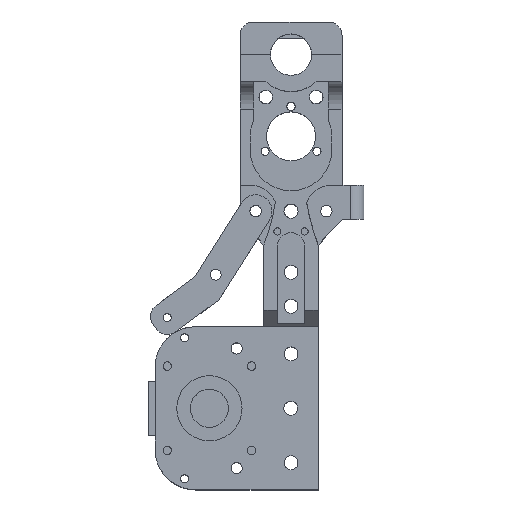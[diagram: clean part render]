
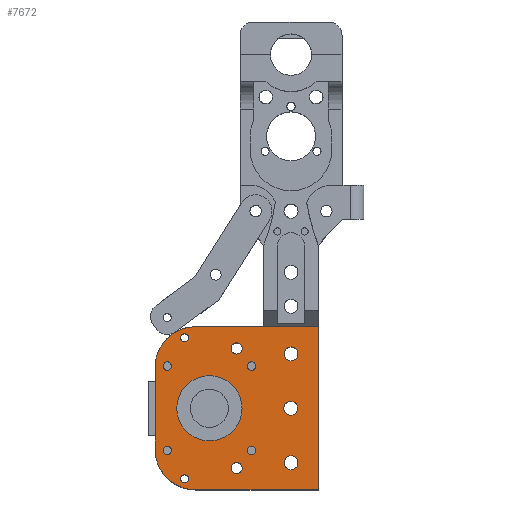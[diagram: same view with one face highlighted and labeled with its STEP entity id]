
A CAD part, top view. The second image highlights one B-rep face of the part: STEP entity #7672.
In plain terms, the highlighted planar face has unit normal (0, 0, 1).
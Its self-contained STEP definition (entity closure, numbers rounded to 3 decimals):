
#135=PLANE('',#8283);
#345=FACE_BOUND('',#1114,.T.);
#346=FACE_BOUND('',#1115,.T.);
#347=FACE_BOUND('',#1116,.T.);
#348=FACE_BOUND('',#1117,.T.);
#349=FACE_BOUND('',#1118,.T.);
#350=FACE_BOUND('',#1119,.T.);
#351=FACE_BOUND('',#1120,.T.);
#352=FACE_BOUND('',#1121,.T.);
#353=FACE_BOUND('',#1122,.T.);
#354=FACE_BOUND('',#1123,.T.);
#355=FACE_BOUND('',#1124,.T.);
#356=FACE_BOUND('',#1125,.T.);
#637=FACE_OUTER_BOUND('',#1113,.T.);
#1113=EDGE_LOOP('',(#5985,#5986,#5987,#5988,#5989,#5990));
#1114=EDGE_LOOP('',(#5991));
#1115=EDGE_LOOP('',(#5992));
#1116=EDGE_LOOP('',(#5993));
#1117=EDGE_LOOP('',(#5994));
#1118=EDGE_LOOP('',(#5995));
#1119=EDGE_LOOP('',(#5996));
#1120=EDGE_LOOP('',(#5997));
#1121=EDGE_LOOP('',(#5998));
#1122=EDGE_LOOP('',(#5999));
#1123=EDGE_LOOP('',(#6000));
#1124=EDGE_LOOP('',(#6001));
#1125=EDGE_LOOP('',(#6002));
#1723=LINE('',#12585,#2445);
#1724=LINE('',#12587,#2446);
#1725=LINE('',#12589,#2447);
#1726=LINE('',#12592,#2448);
#2445=VECTOR('',#9675,10.);
#2446=VECTOR('',#9676,10.);
#2447=VECTOR('',#9677,10.);
#2448=VECTOR('',#9680,10.);
#3053=CIRCLE('',#8249,1.5);
#3055=CIRCLE('',#8252,1.5);
#3058=CIRCLE('',#8256,2.55);
#3060=CIRCLE('',#8259,2.55);
#3062=CIRCLE('',#8262,2.55);
#3075=CIRCLE('',#8284,15.);
#3076=CIRCLE('',#8285,15.);
#3077=CIRCLE('',#8286,2.05);
#3078=CIRCLE('',#8287,1.55);
#3079=CIRCLE('',#8288,1.55);
#3080=CIRCLE('',#8289,1.55);
#3081=CIRCLE('',#8290,1.55);
#3082=CIRCLE('',#8291,12.);
#3083=CIRCLE('',#8292,2.05);
#3544=VERTEX_POINT('',#12515);
#3546=VERTEX_POINT('',#12521);
#3549=VERTEX_POINT('',#12529);
#3551=VERTEX_POINT('',#12535);
#3553=VERTEX_POINT('',#12541);
#3566=VERTEX_POINT('',#12581);
#3567=VERTEX_POINT('',#12582);
#3568=VERTEX_POINT('',#12584);
#3569=VERTEX_POINT('',#12586);
#3570=VERTEX_POINT('',#12588);
#3571=VERTEX_POINT('',#12590);
#3572=VERTEX_POINT('',#12593);
#3573=VERTEX_POINT('',#12595);
#3574=VERTEX_POINT('',#12597);
#3575=VERTEX_POINT('',#12599);
#3576=VERTEX_POINT('',#12601);
#3577=VERTEX_POINT('',#12603);
#3578=VERTEX_POINT('',#12605);
#4418=EDGE_CURVE('',#3544,#3544,#3053,.T.);
#4421=EDGE_CURVE('',#3546,#3546,#3055,.T.);
#4426=EDGE_CURVE('',#3549,#3549,#3058,.T.);
#4429=EDGE_CURVE('',#3551,#3551,#3060,.T.);
#4432=EDGE_CURVE('',#3553,#3553,#3062,.T.);
#4449=EDGE_CURVE('',#3566,#3567,#3075,.T.);
#4450=EDGE_CURVE('',#3568,#3566,#1723,.T.);
#4451=EDGE_CURVE('',#3569,#3568,#1724,.T.);
#4452=EDGE_CURVE('',#3569,#3570,#1725,.T.);
#4453=EDGE_CURVE('',#3571,#3570,#3076,.T.);
#4454=EDGE_CURVE('',#3567,#3571,#1726,.T.);
#4455=EDGE_CURVE('',#3572,#3572,#3077,.T.);
#4456=EDGE_CURVE('',#3573,#3573,#3078,.T.);
#4457=EDGE_CURVE('',#3574,#3574,#3079,.T.);
#4458=EDGE_CURVE('',#3575,#3575,#3080,.T.);
#4459=EDGE_CURVE('',#3576,#3576,#3081,.T.);
#4460=EDGE_CURVE('',#3577,#3577,#3082,.T.);
#4461=EDGE_CURVE('',#3578,#3578,#3083,.T.);
#5985=ORIENTED_EDGE('',*,*,#4449,.F.);
#5986=ORIENTED_EDGE('',*,*,#4450,.F.);
#5987=ORIENTED_EDGE('',*,*,#4451,.F.);
#5988=ORIENTED_EDGE('',*,*,#4452,.T.);
#5989=ORIENTED_EDGE('',*,*,#4453,.F.);
#5990=ORIENTED_EDGE('',*,*,#4454,.F.);
#5991=ORIENTED_EDGE('',*,*,#4418,.T.);
#5992=ORIENTED_EDGE('',*,*,#4421,.T.);
#5993=ORIENTED_EDGE('',*,*,#4426,.T.);
#5994=ORIENTED_EDGE('',*,*,#4429,.T.);
#5995=ORIENTED_EDGE('',*,*,#4432,.T.);
#5996=ORIENTED_EDGE('',*,*,#4455,.F.);
#5997=ORIENTED_EDGE('',*,*,#4456,.T.);
#5998=ORIENTED_EDGE('',*,*,#4457,.T.);
#5999=ORIENTED_EDGE('',*,*,#4458,.T.);
#6000=ORIENTED_EDGE('',*,*,#4459,.T.);
#6001=ORIENTED_EDGE('',*,*,#4460,.T.);
#6002=ORIENTED_EDGE('',*,*,#4461,.F.);
#7672=ADVANCED_FACE('',(#637,#345,#346,#347,#348,#349,#350,#351,#352,#353,
#354,#355,#356),#135,.T.);
#8249=AXIS2_PLACEMENT_3D('',#12516,#9594,#9595);
#8252=AXIS2_PLACEMENT_3D('',#12522,#9601,#9602);
#8256=AXIS2_PLACEMENT_3D('',#12531,#9611,#9612);
#8259=AXIS2_PLACEMENT_3D('',#12537,#9618,#9619);
#8262=AXIS2_PLACEMENT_3D('',#12543,#9625,#9626);
#8283=AXIS2_PLACEMENT_3D('',#12580,#9671,#9672);
#8284=AXIS2_PLACEMENT_3D('',#12583,#9673,#9674);
#8285=AXIS2_PLACEMENT_3D('',#12591,#9678,#9679);
#8286=AXIS2_PLACEMENT_3D('',#12594,#9681,#9682);
#8287=AXIS2_PLACEMENT_3D('',#12596,#9683,#9684);
#8288=AXIS2_PLACEMENT_3D('',#12598,#9685,#9686);
#8289=AXIS2_PLACEMENT_3D('',#12600,#9687,#9688);
#8290=AXIS2_PLACEMENT_3D('',#12602,#9689,#9690);
#8291=AXIS2_PLACEMENT_3D('',#12604,#9691,#9692);
#8292=AXIS2_PLACEMENT_3D('',#12606,#9693,#9694);
#9594=DIRECTION('center_axis',(0.,0.,-1.));
#9595=DIRECTION('ref_axis',(1.,0.,0.));
#9601=DIRECTION('center_axis',(0.,0.,-1.));
#9602=DIRECTION('ref_axis',(1.,0.,0.));
#9611=DIRECTION('center_axis',(0.,0.,-1.));
#9612=DIRECTION('ref_axis',(-1.,0.,0.));
#9618=DIRECTION('center_axis',(0.,0.,-1.));
#9619=DIRECTION('ref_axis',(-1.,0.,0.));
#9625=DIRECTION('center_axis',(0.,0.,-1.));
#9626=DIRECTION('ref_axis',(-1.,0.,0.));
#9671=DIRECTION('center_axis',(0.,0.,1.));
#9672=DIRECTION('ref_axis',(0.,1.,0.));
#9673=DIRECTION('center_axis',(0.,0.,-1.));
#9674=DIRECTION('ref_axis',(-0.707,-0.707,0.));
#9675=DIRECTION('',(-1.,0.,0.));
#9676=DIRECTION('',(0.,-1.,0.));
#9677=DIRECTION('',(-1.,0.,0.));
#9678=DIRECTION('center_axis',(0.,0.,-1.));
#9679=DIRECTION('ref_axis',(-0.707,0.707,0.));
#9680=DIRECTION('',(0.,1.,0.));
#9681=DIRECTION('center_axis',(0.,0.,1.));
#9682=DIRECTION('ref_axis',(-1.,0.,0.));
#9683=DIRECTION('center_axis',(0.,0.,-1.));
#9684=DIRECTION('ref_axis',(-1.,0.,0.));
#9685=DIRECTION('center_axis',(0.,0.,-1.));
#9686=DIRECTION('ref_axis',(-1.,0.,0.));
#9687=DIRECTION('center_axis',(0.,0.,-1.));
#9688=DIRECTION('ref_axis',(-1.,0.,0.));
#9689=DIRECTION('center_axis',(0.,0.,-1.));
#9690=DIRECTION('ref_axis',(-1.,0.,0.));
#9691=DIRECTION('center_axis',(0.,0.,-1.));
#9692=DIRECTION('ref_axis',(-1.,0.,0.));
#9693=DIRECTION('center_axis',(0.,0.,1.));
#9694=DIRECTION('ref_axis',(-1.,0.,0.));
#12515=CARTESIAN_POINT('',(-40.641,-120.947,1.));
#12516=CARTESIAN_POINT('Origin',(-39.141,-120.947,1.));
#12521=CARTESIAN_POINT('',(-40.641,-69.053,1.));
#12522=CARTESIAN_POINT('Origin',(-39.141,-69.053,1.));
#12529=CARTESIAN_POINT('',(2.55,-75.,1.));
#12531=CARTESIAN_POINT('Origin',(0.,-75.,1.));
#12535=CARTESIAN_POINT('',(2.445,-95.,1.));
#12537=CARTESIAN_POINT('Origin',(-0.105,-95.,1.));
#12541=CARTESIAN_POINT('',(2.55,-115.,1.));
#12543=CARTESIAN_POINT('Origin',(0.,-115.,1.));
#12580=CARTESIAN_POINT('Origin',(-10.,-125.,1.));
#12581=CARTESIAN_POINT('',(-35.,-125.,1.));
#12582=CARTESIAN_POINT('',(-50.,-110.,1.));
#12583=CARTESIAN_POINT('Origin',(-35.,-110.,1.));
#12584=CARTESIAN_POINT('',(10.,-125.,1.));
#12585=CARTESIAN_POINT('',(-10.,-125.,1.));
#12586=CARTESIAN_POINT('',(10.,-65.,1.));
#12587=CARTESIAN_POINT('',(10.,-65.,1.));
#12588=CARTESIAN_POINT('',(-35.,-65.,1.));
#12589=CARTESIAN_POINT('',(-10.,-65.,1.));
#12590=CARTESIAN_POINT('',(-50.,-80.,1.));
#12591=CARTESIAN_POINT('Origin',(-35.,-80.,1.));
#12592=CARTESIAN_POINT('',(-50.,-65.,1.));
#12593=CARTESIAN_POINT('',(-17.95,-117.,1.));
#12594=CARTESIAN_POINT('Origin',(-20.,-117.,1.));
#12595=CARTESIAN_POINT('',(-43.95,-110.5,1.));
#12596=CARTESIAN_POINT('Origin',(-45.5,-110.5,1.));
#12597=CARTESIAN_POINT('',(-12.95,-110.5,1.));
#12598=CARTESIAN_POINT('Origin',(-14.5,-110.5,1.));
#12599=CARTESIAN_POINT('',(-43.95,-79.5,1.));
#12600=CARTESIAN_POINT('Origin',(-45.5,-79.5,1.));
#12601=CARTESIAN_POINT('',(-12.95,-79.5,1.));
#12602=CARTESIAN_POINT('Origin',(-14.5,-79.5,1.));
#12603=CARTESIAN_POINT('',(-18.,-95.,1.));
#12604=CARTESIAN_POINT('Origin',(-30.,-95.,1.));
#12605=CARTESIAN_POINT('',(-17.95,-73.,1.));
#12606=CARTESIAN_POINT('Origin',(-20.,-73.,1.));
